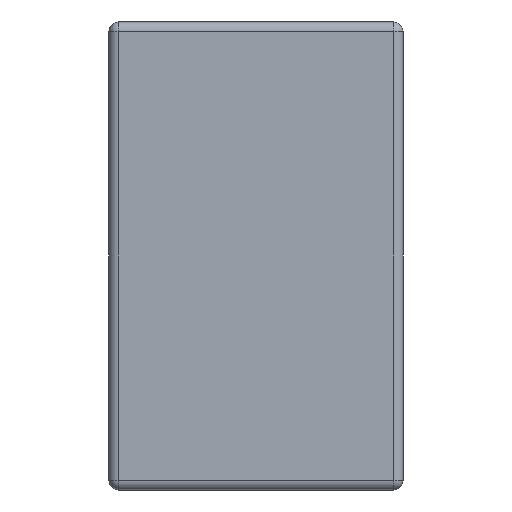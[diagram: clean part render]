
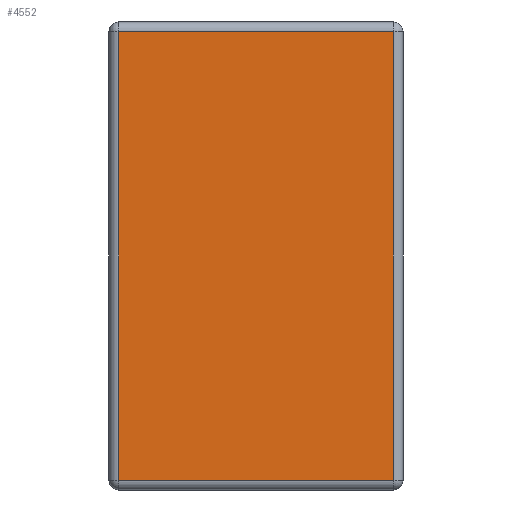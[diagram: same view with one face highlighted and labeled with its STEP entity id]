
A CAD part, left-side view. The second image highlights one B-rep face of the part: STEP entity #4552.
In plain terms, the highlighted planar face has unit normal (-1, 0, 0).
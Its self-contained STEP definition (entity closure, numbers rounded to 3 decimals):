
#116 = CARTESIAN_POINT ( 'NONE',  ( 0., 2.127, -3.5 ) ) ;
#150 = CARTESIAN_POINT ( 'NONE',  ( 0., 2.127, -3.427 ) ) ;
#205 = EDGE_CURVE ( 'NONE', #1506, #4357, #1642, .T. ) ;
#312 = PLANE ( 'NONE',  #3813 ) ;
#397 = CARTESIAN_POINT ( 'NONE',  ( 0., 2.127, -0.073 ) ) ;
#431 = EDGE_CURVE ( 'NONE', #1832, #1506, #4431, .T. ) ;
#480 = DIRECTION ( 'NONE',  ( 0., 0., -1. ) ) ;
#737 = VECTOR ( 'NONE', #480, 1000. ) ;
#879 = ORIENTED_EDGE ( 'NONE', *, *, #431, .T. ) ;
#962 = CARTESIAN_POINT ( 'NONE',  ( 0., 0.073, -0.073 ) ) ;
#964 = CARTESIAN_POINT ( 'NONE',  ( 0., 0.073, 0. ) ) ;
#1198 = CARTESIAN_POINT ( 'NONE',  ( 0., 0.073, -3.427 ) ) ;
#1478 = DIRECTION ( 'NONE',  ( -1., 0., 0. ) ) ;
#1506 = VERTEX_POINT ( 'NONE', #1198 ) ;
#1541 = VECTOR ( 'NONE', #4136, 1000. ) ;
#1642 = LINE ( 'NONE', #964, #3082 ) ;
#1809 = DIRECTION ( 'NONE',  ( 0., 0., 1. ) ) ;
#1832 = VERTEX_POINT ( 'NONE', #150 ) ;
#2400 = ORIENTED_EDGE ( 'NONE', *, *, #4264, .T. ) ;
#2460 = VECTOR ( 'NONE', #3654, 1000. ) ;
#2545 = EDGE_LOOP ( 'NONE', ( #879, #3724, #2400, #4144 ) ) ;
#2611 = EDGE_CURVE ( 'NONE', #2833, #1832, #2841, .T. ) ;
#2833 = VERTEX_POINT ( 'NONE', #397 ) ;
#2841 = LINE ( 'NONE', #116, #737 ) ;
#3082 = VECTOR ( 'NONE', #3779, 1000. ) ;
#3265 = CARTESIAN_POINT ( 'NONE',  ( 0., 0., -3.427 ) ) ;
#3402 = CARTESIAN_POINT ( 'NONE',  ( 0., 2.2, -0.073 ) ) ;
#3654 = DIRECTION ( 'NONE',  ( 0., -1., 0. ) ) ;
#3724 = ORIENTED_EDGE ( 'NONE', *, *, #205, .T. ) ;
#3779 = DIRECTION ( 'NONE',  ( 0., 0., 1. ) ) ;
#3813 = AXIS2_PLACEMENT_3D ( 'NONE', #4320, #1478, #1809 ) ;
#3999 = FACE_OUTER_BOUND ( 'NONE', #2545, .T. ) ;
#4136 = DIRECTION ( 'NONE',  ( 0., 1., 0. ) ) ;
#4144 = ORIENTED_EDGE ( 'NONE', *, *, #2611, .T. ) ;
#4264 = EDGE_CURVE ( 'NONE', #4357, #2833, #4450, .T. ) ;
#4320 = CARTESIAN_POINT ( 'NONE',  ( 0., 0., 0. ) ) ;
#4357 = VERTEX_POINT ( 'NONE', #962 ) ;
#4431 = LINE ( 'NONE', #3265, #2460 ) ;
#4450 = LINE ( 'NONE', #3402, #1541 ) ;
#4552 = ADVANCED_FACE ( 'NONE', ( #3999 ), #312, .T. ) ;
